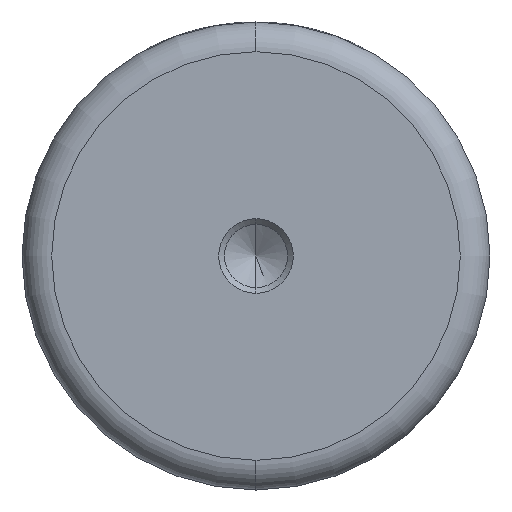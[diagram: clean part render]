
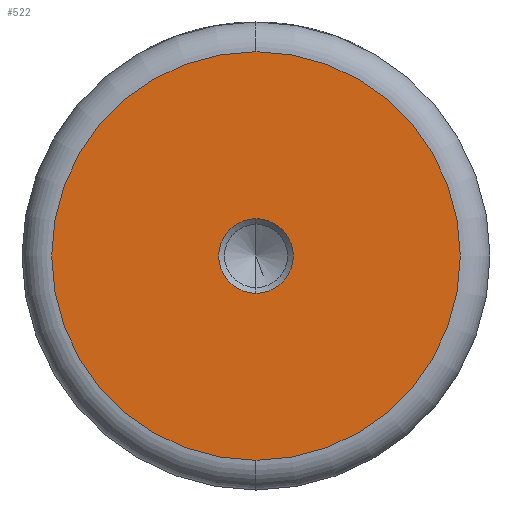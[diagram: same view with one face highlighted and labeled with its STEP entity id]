
A CAD part, left-side view. The second image highlights one B-rep face of the part: STEP entity #522.
In plain terms, the highlighted planar face has unit normal (-1, 0, 0).
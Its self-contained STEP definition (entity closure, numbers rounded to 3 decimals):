
#67 = EDGE_CURVE ( 'NONE', #842, #840, #1457, .T. ) ;
#76 = DIRECTION ( 'NONE',  ( -1., 0., 0. ) ) ;
#159 = DIRECTION ( 'NONE',  ( -1., 0., 0. ) ) ;
#233 = ORIENTED_EDGE ( 'NONE', *, *, #1114, .T. ) ;
#303 = CARTESIAN_POINT ( 'NONE',  ( 0., 0., 0. ) ) ;
#341 = AXIS2_PLACEMENT_3D ( 'NONE', #894, #76, #909 ) ;
#409 = FACE_BOUND ( 'NONE', #1054, .T. ) ;
#422 = DIRECTION ( 'NONE',  ( 0., 0., 1. ) ) ;
#446 = DIRECTION ( 'NONE',  ( -1., 0., 0. ) ) ;
#488 = EDGE_CURVE ( 'NONE', #1058, #1018, #1037, .T. ) ;
#499 = CARTESIAN_POINT ( 'NONE',  ( 0., 0., -27.5 ) ) ;
#522 = ADVANCED_FACE ( 'NONE', ( #409, #1012 ), #689, .T. ) ;
#552 = AXIS2_PLACEMENT_3D ( 'NONE', #581, #1379, #692 ) ;
#581 = CARTESIAN_POINT ( 'NONE',  ( 0., 0., 0. ) ) ;
#618 = CARTESIAN_POINT ( 'NONE',  ( 0., 0., 27.5 ) ) ;
#662 = EDGE_CURVE ( 'NONE', #840, #842, #1508, .T. ) ;
#689 = PLANE ( 'NONE',  #341 ) ;
#692 = DIRECTION ( 'NONE',  ( 0., 0., 1. ) ) ;
#743 = ORIENTED_EDGE ( 'NONE', *, *, #67, .F. ) ;
#773 = EDGE_LOOP ( 'NONE', ( #233, #1019 ) ) ;
#779 = CARTESIAN_POINT ( 'NONE',  ( 0., 0., -5.025 ) ) ;
#794 = AXIS2_PLACEMENT_3D ( 'NONE', #872, #159, #988 ) ;
#840 = VERTEX_POINT ( 'NONE', #779 ) ;
#842 = VERTEX_POINT ( 'NONE', #892 ) ;
#872 = CARTESIAN_POINT ( 'NONE',  ( 0., 0., 0. ) ) ;
#892 = CARTESIAN_POINT ( 'NONE',  ( 0., 0., 5.025 ) ) ;
#894 = CARTESIAN_POINT ( 'NONE',  ( 0., 0., 0. ) ) ;
#909 = DIRECTION ( 'NONE',  ( 0., 0., 1. ) ) ;
#988 = DIRECTION ( 'NONE',  ( 0., 0., 1. ) ) ;
#1007 = ORIENTED_EDGE ( 'NONE', *, *, #662, .F. ) ;
#1012 = FACE_OUTER_BOUND ( 'NONE', #773, .T. ) ;
#1015 = AXIS2_PLACEMENT_3D ( 'NONE', #303, #1104, #422 ) ;
#1018 = VERTEX_POINT ( 'NONE', #618 ) ;
#1019 = ORIENTED_EDGE ( 'NONE', *, *, #488, .T. ) ;
#1037 = CIRCLE ( 'NONE', #1370, 27.5 ) ;
#1054 = EDGE_LOOP ( 'NONE', ( #743, #1007 ) ) ;
#1058 = VERTEX_POINT ( 'NONE', #499 ) ;
#1104 = DIRECTION ( 'NONE',  ( -1., 0., 0. ) ) ;
#1114 = EDGE_CURVE ( 'NONE', #1018, #1058, #1359, .T. ) ;
#1126 = CARTESIAN_POINT ( 'NONE',  ( 0., 0., 0. ) ) ;
#1247 = DIRECTION ( 'NONE',  ( 0., 0., 1. ) ) ;
#1359 = CIRCLE ( 'NONE', #1015, 27.5 ) ;
#1370 = AXIS2_PLACEMENT_3D ( 'NONE', #1126, #446, #1247 ) ;
#1379 = DIRECTION ( 'NONE',  ( -1., 0., 0. ) ) ;
#1457 = CIRCLE ( 'NONE', #552, 5.025 ) ;
#1508 = CIRCLE ( 'NONE', #794, 5.025 ) ;
